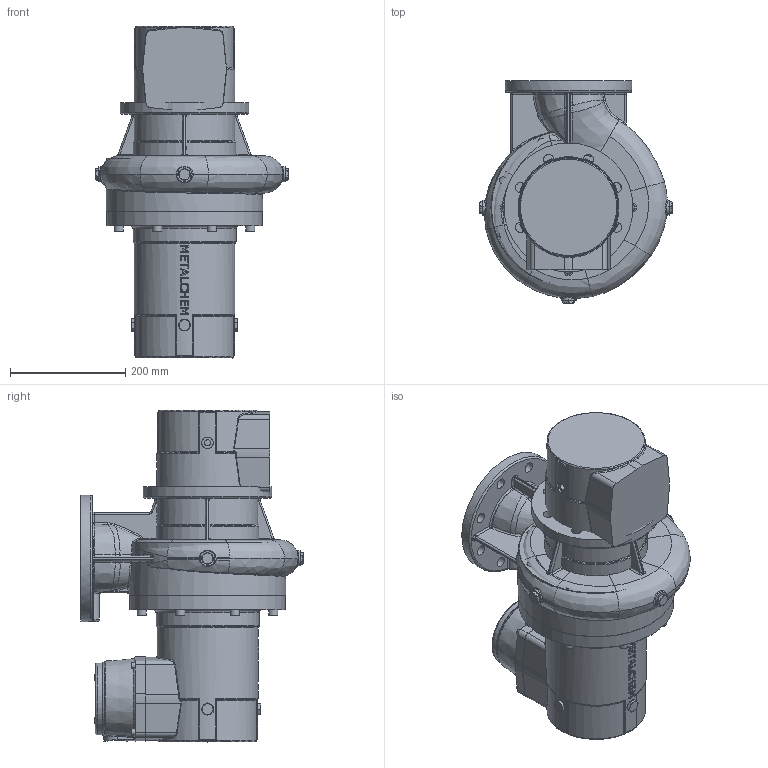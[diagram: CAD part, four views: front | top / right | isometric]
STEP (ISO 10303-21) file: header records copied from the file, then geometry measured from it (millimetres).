
FILE_DESCRIPTION( ( 'Unknown' ), '1' );
FILE_NAME( 'CTR 100_blok.stp', 'Unknown', ( 'Unknown' ), ( 'Unknown' ), 'PSStep 13.0', 'Unknown', ' ' );
FILE_SCHEMA( ( 'AUTOMOTIVE_DESIGN { 1 0 10303 214 1 1 1 1 }' ) );
Length unit declared in the file: millimetre
Products named in the file (8): Assem1; Skrzynka zaciskowa; Pokrywka; M6 imbus krótka; M10 imbus; Korek M12x1,5; KP CTR 100 blok; KS CTR 100 blok
Bounding box: 334 x 386 x 577 mm (x, y, z)
Volume: 34905432.6 mm3; surface area: 1838941 mm2
Topology: 33 solids, 33 shells, 2254 faces, 5389 edges, 3172 vertices
Faces by surface type: bspline 684, plane 679, cylinder 539, torus 166, sphere 96, cone 86, extrusion 4
Full cylindrical faces by diameter (mm): 4.917 x16, 6 x9, 6.5 x8, 6.6 x2, 8.376 x36, 9 x8, 9.7 x7, 10 x18, 10.376 x10, 11 x8, 12 x23, 16 x9, 18 x34, 19 x7, 20 x14, 25.376 x4, 26 x6, 29.5 x2, 60 x2, 75.3 x2, 88 x2, 89.718 x2, 100 x4, 125 x2, 125.4 x2, 138 x2, 175 x2, 179 x2, 220 x2, 224 x2
Entity records: 87554 total; most frequent: CARTESIAN_POINT 60026, ORIENTED_EDGE 4208, DIRECTION 3626, EDGE_CURVE 2104, AXIS2_PLACEMENT_3D 1536, VERTEX_POINT 1335, EDGE_LOOP 1225, FACE_OUTER_BOUND 1095
